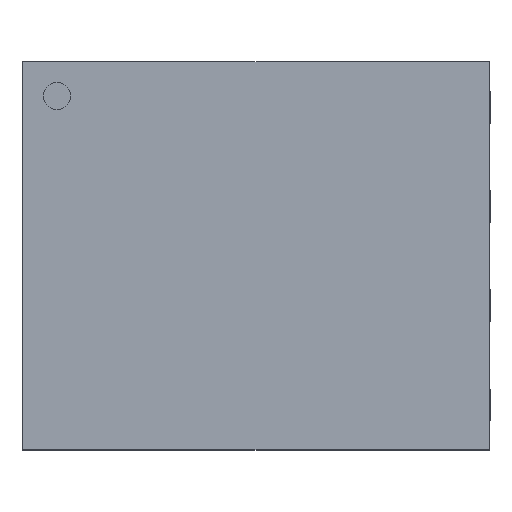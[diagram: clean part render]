
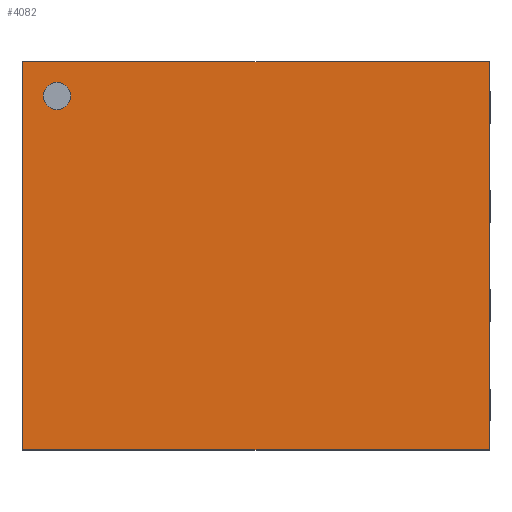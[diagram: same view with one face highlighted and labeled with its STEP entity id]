
A CAD part, top view. The second image highlights one B-rep face of the part: STEP entity #4082.
In plain terms, the highlighted planar face has unit normal (0, 0, 1).
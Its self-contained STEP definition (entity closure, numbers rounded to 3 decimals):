
#214 = PLANE('',#215);
#215 = AXIS2_PLACEMENT_3D('',#216,#217,#218);
#216 = CARTESIAN_POINT('',(2.988,2.488,0.038));
#217 = DIRECTION('',(1.,0.,0.));
#218 = DIRECTION('',(0.,0.,1.));
#491 = PLANE('',#492);
#492 = AXIS2_PLACEMENT_3D('',#493,#494,#495);
#493 = CARTESIAN_POINT('',(-2.988,2.488,0.038));
#494 = DIRECTION('',(0.,-1.,0.));
#495 = DIRECTION('',(0.,0.,1.));
#519 = PLANE('',#520);
#520 = AXIS2_PLACEMENT_3D('',#521,#522,#523);
#521 = CARTESIAN_POINT('',(-2.988,2.488,0.038));
#522 = DIRECTION('',(1.,0.,0.));
#523 = DIRECTION('',(0.,0.,1.));
#987 = PLANE('',#988);
#988 = AXIS2_PLACEMENT_3D('',#989,#990,#991);
#989 = CARTESIAN_POINT('',(-2.988,-2.488,0.038));
#990 = DIRECTION('',(0.,-1.,0.));
#991 = DIRECTION('',(0.,0.,1.));
#1493 = VERTEX_POINT('',#1494);
#1494 = CARTESIAN_POINT('',(2.988,2.488,1.038));
#1515 = EDGE_CURVE('',#1493,#1516,#1518,.T.);
#1516 = VERTEX_POINT('',#1517);
#1517 = CARTESIAN_POINT('',(2.988,-2.488,1.038));
#1518 = SURFACE_CURVE('',#1519,(#1523,#1530),.PCURVE_S1.);
#1519 = LINE('',#1520,#1521);
#1520 = CARTESIAN_POINT('',(2.988,2.488,1.038));
#1521 = VECTOR('',#1522,1.);
#1522 = DIRECTION('',(0.,-1.,0.));
#1523 = PCURVE('',#214,#1524);
#1524 = DEFINITIONAL_REPRESENTATION('',(#1525),#1529);
#1525 = LINE('',#1526,#1527);
#1526 = CARTESIAN_POINT('',(1.,0.));
#1527 = VECTOR('',#1528,1.);
#1528 = DIRECTION('',(0.,1.));
#1529 = ( GEOMETRIC_REPRESENTATION_CONTEXT(2) 
PARAMETRIC_REPRESENTATION_CONTEXT() REPRESENTATION_CONTEXT('2D SPACE',''
  ) );
#1530 = PCURVE('',#1531,#1536);
#1531 = PLANE('',#1532);
#1532 = AXIS2_PLACEMENT_3D('',#1533,#1534,#1535);
#1533 = CARTESIAN_POINT('',(-2.988,2.488,1.038));
#1534 = DIRECTION('',(0.,0.,1.));
#1535 = DIRECTION('',(0.,-1.,0.));
#1536 = DEFINITIONAL_REPRESENTATION('',(#1537),#1541);
#1537 = LINE('',#1538,#1539);
#1538 = CARTESIAN_POINT('',(0.,5.975));
#1539 = VECTOR('',#1540,1.);
#1540 = DIRECTION('',(1.,0.));
#1541 = ( GEOMETRIC_REPRESENTATION_CONTEXT(2) 
PARAMETRIC_REPRESENTATION_CONTEXT() REPRESENTATION_CONTEXT('2D SPACE',''
  ) );
#1808 = VERTEX_POINT('',#1809);
#1809 = CARTESIAN_POINT('',(-2.988,2.488,1.038));
#1832 = EDGE_CURVE('',#1808,#1493,#1833,.T.);
#1833 = SURFACE_CURVE('',#1834,(#1838,#1845),.PCURVE_S1.);
#1834 = LINE('',#1835,#1836);
#1835 = CARTESIAN_POINT('',(-2.988,2.488,1.038));
#1836 = VECTOR('',#1837,1.);
#1837 = DIRECTION('',(1.,0.,0.));
#1838 = PCURVE('',#491,#1839);
#1839 = DEFINITIONAL_REPRESENTATION('',(#1840),#1844);
#1840 = LINE('',#1841,#1842);
#1841 = CARTESIAN_POINT('',(1.,0.));
#1842 = VECTOR('',#1843,1.);
#1843 = DIRECTION('',(0.,-1.));
#1844 = ( GEOMETRIC_REPRESENTATION_CONTEXT(2) 
PARAMETRIC_REPRESENTATION_CONTEXT() REPRESENTATION_CONTEXT('2D SPACE',''
  ) );
#1845 = PCURVE('',#1531,#1846);
#1846 = DEFINITIONAL_REPRESENTATION('',(#1847),#1851);
#1847 = LINE('',#1848,#1849);
#1848 = CARTESIAN_POINT('',(0.,0.));
#1849 = VECTOR('',#1850,1.);
#1850 = DIRECTION('',(0.,1.));
#1851 = ( GEOMETRIC_REPRESENTATION_CONTEXT(2) 
PARAMETRIC_REPRESENTATION_CONTEXT() REPRESENTATION_CONTEXT('2D SPACE',''
  ) );
#1963 = EDGE_CURVE('',#1808,#1964,#1966,.T.);
#1964 = VERTEX_POINT('',#1965);
#1965 = CARTESIAN_POINT('',(-2.988,-2.488,1.038));
#1966 = SURFACE_CURVE('',#1967,(#1971,#1978),.PCURVE_S1.);
#1967 = LINE('',#1968,#1969);
#1968 = CARTESIAN_POINT('',(-2.988,2.488,1.038));
#1969 = VECTOR('',#1970,1.);
#1970 = DIRECTION('',(0.,-1.,0.));
#1971 = PCURVE('',#519,#1972);
#1972 = DEFINITIONAL_REPRESENTATION('',(#1973),#1977);
#1973 = LINE('',#1974,#1975);
#1974 = CARTESIAN_POINT('',(1.,0.));
#1975 = VECTOR('',#1976,1.);
#1976 = DIRECTION('',(0.,1.));
#1977 = ( GEOMETRIC_REPRESENTATION_CONTEXT(2) 
PARAMETRIC_REPRESENTATION_CONTEXT() REPRESENTATION_CONTEXT('2D SPACE',''
  ) );
#1978 = PCURVE('',#1531,#1979);
#1979 = DEFINITIONAL_REPRESENTATION('',(#1980),#1984);
#1980 = LINE('',#1981,#1982);
#1981 = CARTESIAN_POINT('',(0.,0.));
#1982 = VECTOR('',#1983,1.);
#1983 = DIRECTION('',(1.,0.));
#1984 = ( GEOMETRIC_REPRESENTATION_CONTEXT(2) 
PARAMETRIC_REPRESENTATION_CONTEXT() REPRESENTATION_CONTEXT('2D SPACE',''
  ) );
#3812 = EDGE_CURVE('',#1964,#1516,#3813,.T.);
#3813 = SURFACE_CURVE('',#3814,(#3818,#3825),.PCURVE_S1.);
#3814 = LINE('',#3815,#3816);
#3815 = CARTESIAN_POINT('',(-2.988,-2.488,1.038));
#3816 = VECTOR('',#3817,1.);
#3817 = DIRECTION('',(1.,0.,0.));
#3818 = PCURVE('',#987,#3819);
#3819 = DEFINITIONAL_REPRESENTATION('',(#3820),#3824);
#3820 = LINE('',#3821,#3822);
#3821 = CARTESIAN_POINT('',(1.,0.));
#3822 = VECTOR('',#3823,1.);
#3823 = DIRECTION('',(0.,-1.));
#3824 = ( GEOMETRIC_REPRESENTATION_CONTEXT(2) 
PARAMETRIC_REPRESENTATION_CONTEXT() REPRESENTATION_CONTEXT('2D SPACE',''
  ) );
#3825 = PCURVE('',#1531,#3826);
#3826 = DEFINITIONAL_REPRESENTATION('',(#3827),#3831);
#3827 = LINE('',#3828,#3829);
#3828 = CARTESIAN_POINT('',(4.975,0.));
#3829 = VECTOR('',#3830,1.);
#3830 = DIRECTION('',(0.,1.));
#3831 = ( GEOMETRIC_REPRESENTATION_CONTEXT(2) 
PARAMETRIC_REPRESENTATION_CONTEXT() REPRESENTATION_CONTEXT('2D SPACE',''
  ) );
#4082 = ADVANCED_FACE('',(#4083,#4089),#1531,.T.);
#4083 = FACE_BOUND('',#4084,.T.);
#4084 = EDGE_LOOP('',(#4085,#4086,#4087,#4088));
#4085 = ORIENTED_EDGE('',*,*,#1832,.F.);
#4086 = ORIENTED_EDGE('',*,*,#1963,.T.);
#4087 = ORIENTED_EDGE('',*,*,#3812,.T.);
#4088 = ORIENTED_EDGE('',*,*,#1515,.F.);
#4089 = FACE_BOUND('',#4090,.T.);
#4090 = EDGE_LOOP('',(#4091));
#4091 = ORIENTED_EDGE('',*,*,#4092,.T.);
#4092 = EDGE_CURVE('',#4093,#4093,#4095,.T.);
#4093 = VERTEX_POINT('',#4094);
#4094 = CARTESIAN_POINT('',(-2.55,1.875,1.038));
#4095 = SURFACE_CURVE('',#4096,(#4101,#4112),.PCURVE_S1.);
#4096 = CIRCLE('',#4097,0.175);
#4097 = AXIS2_PLACEMENT_3D('',#4098,#4099,#4100);
#4098 = CARTESIAN_POINT('',(-2.55,2.05,1.038));
#4099 = DIRECTION('',(0.,0.,-1.));
#4100 = DIRECTION('',(0.,-1.,0.));
#4101 = PCURVE('',#1531,#4102);
#4102 = DEFINITIONAL_REPRESENTATION('',(#4103),#4111);
#4103 = ( BOUNDED_CURVE() B_SPLINE_CURVE(2,(#4104,#4105,#4106,#4107,
#4108,#4109,#4110),.UNSPECIFIED.,.T.,.F.) B_SPLINE_CURVE_WITH_KNOTS((1,2
    ,2,2,2,1),(-2.094,0.,2.094,4.189,
6.283,8.378),.UNSPECIFIED.) CURVE() 
GEOMETRIC_REPRESENTATION_ITEM() RATIONAL_B_SPLINE_CURVE((1.,0.5,1.,0.5,
1.,0.5,1.)) REPRESENTATION_ITEM('') );
#4104 = CARTESIAN_POINT('',(0.613,0.438));
#4105 = CARTESIAN_POINT('',(0.613,0.134));
#4106 = CARTESIAN_POINT('',(0.35,0.286));
#4107 = CARTESIAN_POINT('',(0.088,0.438));
#4108 = CARTESIAN_POINT('',(0.35,0.589));
#4109 = CARTESIAN_POINT('',(0.613,0.741));
#4110 = CARTESIAN_POINT('',(0.613,0.438));
#4111 = ( GEOMETRIC_REPRESENTATION_CONTEXT(2) 
PARAMETRIC_REPRESENTATION_CONTEXT() REPRESENTATION_CONTEXT('2D SPACE',''
  ) );
#4112 = PCURVE('',#4113,#4118);
#4113 = CYLINDRICAL_SURFACE('',#4114,0.175);
#4114 = AXIS2_PLACEMENT_3D('',#4115,#4116,#4117);
#4115 = CARTESIAN_POINT('',(-2.55,2.05,1.045));
#4116 = DIRECTION('',(0.,0.,-1.));
#4117 = DIRECTION('',(0.,-1.,0.));
#4118 = DEFINITIONAL_REPRESENTATION('',(#4119),#4123);
#4119 = LINE('',#4120,#4121);
#4120 = CARTESIAN_POINT('',(-6.283,0.008));
#4121 = VECTOR('',#4122,1.);
#4122 = DIRECTION('',(1.,0.));
#4123 = ( GEOMETRIC_REPRESENTATION_CONTEXT(2) 
PARAMETRIC_REPRESENTATION_CONTEXT() REPRESENTATION_CONTEXT('2D SPACE',''
  ) );
